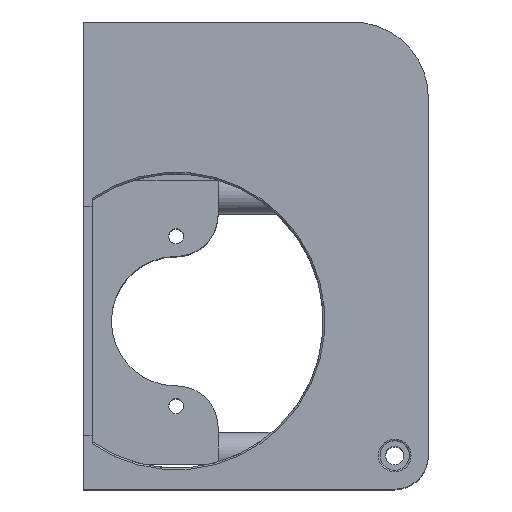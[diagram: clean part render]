
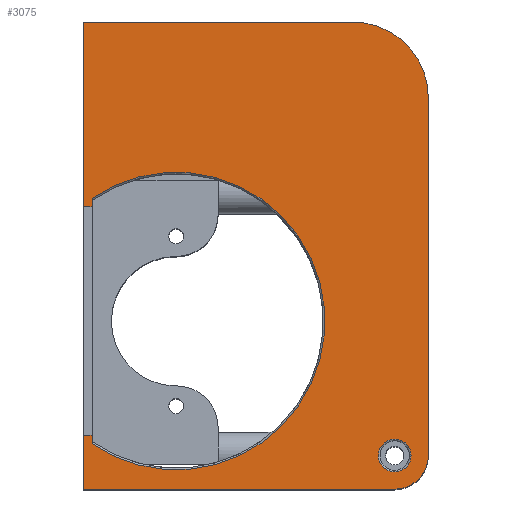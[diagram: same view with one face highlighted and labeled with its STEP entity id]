
A CAD part, top view. The second image highlights one B-rep face of the part: STEP entity #3075.
In plain terms, the highlighted planar face has unit normal (0, 0, 1).
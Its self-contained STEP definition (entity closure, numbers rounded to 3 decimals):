
#119=FACE_BOUND('',#596,.T.);
#222=CIRCLE('',#3324,9.);
#225=CIRCLE('',#3331,4.);
#234=CIRCLE('',#3347,17.7);
#238=CIRCLE('',#3353,1.95);
#383=FACE_OUTER_BOUND('',#595,.T.);
#595=EDGE_LOOP('',(#2661,#2662,#2663,#2664,#2665,#2666,#2667,#2668,#2669,
#2670,#2671,#2672));
#596=EDGE_LOOP('',(#2673));
#678=LINE('',#4362,#984);
#682=LINE('',#4370,#988);
#714=LINE('',#4475,#1020);
#732=LINE('',#4518,#1038);
#878=LINE('',#5020,#1184);
#879=LINE('',#5022,#1185);
#904=LINE('',#5088,#1210);
#913=LINE('',#5114,#1219);
#915=LINE('',#5118,#1221);
#984=VECTOR('',#3452,0.994);
#988=VECTOR('',#3456,0.994);
#1020=VECTOR('',#3498,21.959);
#1038=VECTOR('',#3524,6.389);
#1184=VECTOR('',#4006,1.);
#1185=VECTOR('',#4009,1.);
#1210=VECTOR('',#4084,37.);
#1219=VECTOR('',#4107,32.);
#1221=VECTOR('',#4111,42.57);
#1284=VERTEX_POINT('',#4350);
#1285=VERTEX_POINT('',#4361);
#1288=VERTEX_POINT('',#4367);
#1289=VERTEX_POINT('',#4369);
#1323=VERTEX_POINT('',#4467);
#1326=VERTEX_POINT('',#4472);
#1327=VERTEX_POINT('',#4474);
#1348=VERTEX_POINT('',#4516);
#1520=VERTEX_POINT('',#5086);
#1525=VERTEX_POINT('',#5098);
#1526=VERTEX_POINT('',#5100);
#1531=VERTEX_POINT('',#5117);
#1540=VERTEX_POINT('',#5159);
#1587=EDGE_CURVE('',#1285,#1284,#678,.T.);
#1591=EDGE_CURVE('',#1288,#1289,#682,.T.);
#1630=EDGE_CURVE('',#1326,#1327,#714,.T.);
#1652=EDGE_CURVE('',#1323,#1348,#732,.T.);
#1879=EDGE_CURVE('',#1326,#1285,#878,.T.);
#1880=EDGE_CURVE('',#1288,#1323,#879,.T.);
#1914=EDGE_CURVE('',#1520,#1348,#904,.T.);
#1920=EDGE_CURVE('',#1526,#1525,#222,.T.);
#1927=EDGE_CURVE('',#1327,#1525,#913,.T.);
#1929=EDGE_CURVE('',#1531,#1526,#915,.T.);
#1932=EDGE_CURVE('',#1520,#1531,#225,.T.);
#1947=EDGE_CURVE('',#1289,#1284,#234,.T.);
#1952=EDGE_CURVE('',#1540,#1540,#238,.T.);
#2661=ORIENTED_EDGE('',*,*,#1920,.T.);
#2662=ORIENTED_EDGE('',*,*,#1927,.F.);
#2663=ORIENTED_EDGE('',*,*,#1630,.F.);
#2664=ORIENTED_EDGE('',*,*,#1879,.T.);
#2665=ORIENTED_EDGE('',*,*,#1587,.T.);
#2666=ORIENTED_EDGE('',*,*,#1947,.F.);
#2667=ORIENTED_EDGE('',*,*,#1591,.F.);
#2668=ORIENTED_EDGE('',*,*,#1880,.T.);
#2669=ORIENTED_EDGE('',*,*,#1652,.T.);
#2670=ORIENTED_EDGE('',*,*,#1914,.F.);
#2671=ORIENTED_EDGE('',*,*,#1932,.T.);
#2672=ORIENTED_EDGE('',*,*,#1929,.T.);
#2673=ORIENTED_EDGE('',*,*,#1952,.F.);
#2914=PLANE('',#3356);
#3075=ADVANCED_FACE('',(#383,#119),#2914,.T.);
#3324=AXIS2_PLACEMENT_3D('',#5101,#4093,#4094);
#3331=AXIS2_PLACEMENT_3D('',#5123,#4116,#4117);
#3347=AXIS2_PLACEMENT_3D('',#5150,#4154,#4155);
#3353=AXIS2_PLACEMENT_3D('',#5160,#4167,#4168);
#3356=AXIS2_PLACEMENT_3D('',#5164,#4173,#4174);
#3452=DIRECTION('',(0.,1.,0.));
#3456=DIRECTION('',(0.,-1.,0.));
#3498=DIRECTION('',(0.,1.,0.));
#3524=DIRECTION('',(0.,-1.,0.));
#4006=DIRECTION('',(1.,0.,0.));
#4009=DIRECTION('',(-1.,0.,0.));
#4084=DIRECTION('',(-1.,0.,0.));
#4093=DIRECTION('center_axis',(0.,0.,1.));
#4094=DIRECTION('ref_axis',(1.,0.,0.));
#4107=DIRECTION('',(1.,0.,0.));
#4111=DIRECTION('',(0.,1.,0.));
#4116=DIRECTION('center_axis',(0.,0.,1.));
#4117=DIRECTION('ref_axis',(0.,-1.,0.));
#4154=DIRECTION('center_axis',(0.,0.,1.));
#4155=DIRECTION('ref_axis',(1.,0.,0.));
#4167=DIRECTION('center_axis',(0.,0.,1.));
#4168=DIRECTION('ref_axis',(-1.,0.,0.));
#4173=DIRECTION('center_axis',(0.,0.,1.));
#4174=DIRECTION('ref_axis',(1.,0.,0.));
#4350=CARTESIAN_POINT('',(-10.,14.604,1.5));
#4361=CARTESIAN_POINT('',(-10.,13.611,1.5));
#4362=CARTESIAN_POINT('',(-10.,14.361,1.5));
#4367=CARTESIAN_POINT('',(-10.,-13.611,1.5));
#4369=CARTESIAN_POINT('',(-10.,-14.604,1.5));
#4370=CARTESIAN_POINT('',(-10.,-7.097,1.5));
#4467=CARTESIAN_POINT('',(-11.,-13.611,1.5));
#4472=CARTESIAN_POINT('',(-11.,13.611,1.5));
#4474=CARTESIAN_POINT('',(-11.,35.57,1.5));
#4475=CARTESIAN_POINT('',(-11.,23.,1.5));
#4516=CARTESIAN_POINT('',(-11.,-20.,1.5));
#4518=CARTESIAN_POINT('',(-11.,-33.,1.5));
#5020=CARTESIAN_POINT('',(-10.,13.611,1.5));
#5022=CARTESIAN_POINT('',(-11.,-13.611,1.5));
#5086=CARTESIAN_POINT('',(26.,-20.,1.5));
#5088=CARTESIAN_POINT('',(-11.,-20.,1.5));
#5098=CARTESIAN_POINT('',(21.,35.57,1.5));
#5100=CARTESIAN_POINT('',(30.,26.57,1.5));
#5101=CARTESIAN_POINT('Origin',(21.,26.57,1.5));
#5114=CARTESIAN_POINT('',(-11.,35.57,1.5));
#5117=CARTESIAN_POINT('',(30.,-16.,1.5));
#5118=CARTESIAN_POINT('',(30.,-16.,1.5));
#5123=CARTESIAN_POINT('Origin',(26.,-16.,1.5));
#5150=CARTESIAN_POINT('Origin',(0.,0.,
1.5));
#5159=CARTESIAN_POINT('',(27.95,-16.,1.5));
#5160=CARTESIAN_POINT('Origin',(26.,-16.,1.5));
#5164=CARTESIAN_POINT('Origin',(6.86,-4.193,1.5));
